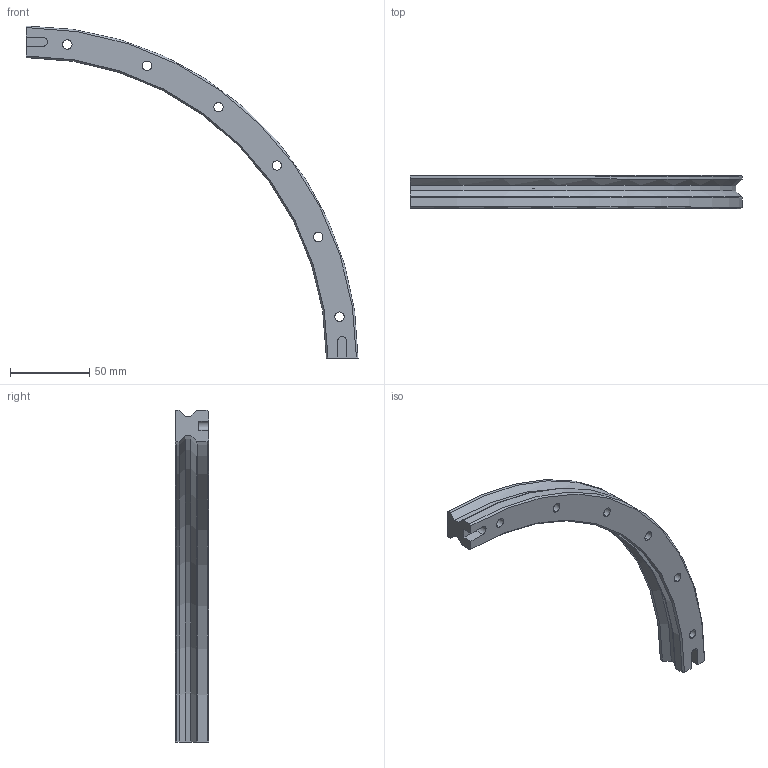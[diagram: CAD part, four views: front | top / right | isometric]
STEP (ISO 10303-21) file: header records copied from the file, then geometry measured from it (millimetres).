
FILE_DESCRIPTION (( 'STEP AP214' ), '1' );
FILE_NAME ('RCW-02-090-200-A3.STEP', '2022-10-16T14:09:27', ( '' ), ( '' ), 'SwSTEP 2.0', 'SolidWorks 2020', '' );
FILE_SCHEMA (( 'AUTOMOTIVE_DESIGN' ));
Length unit declared in the file: millimetre
Products named in the file (1): RCW-02-090-200-A3
Bounding box: 210 x 21 x 210 mm (x, y, z)
Volume: 106681.4 mm3; surface area: 30859.1 mm2
Topology: 1 solids, 1 shells, 58 faces, 150 edges, 100 vertices
Faces by surface type: cylinder 32, plane 16, cone 8, torus 2
Entity records: 1866 total; most frequent: DIRECTION 342, CARTESIAN_POINT 309, ORIENTED_EDGE 300, EDGE_CURVE 150, AXIS2_PLACEMENT_3D 133, VERTEX_POINT 100, VECTOR 76, LINE 76
